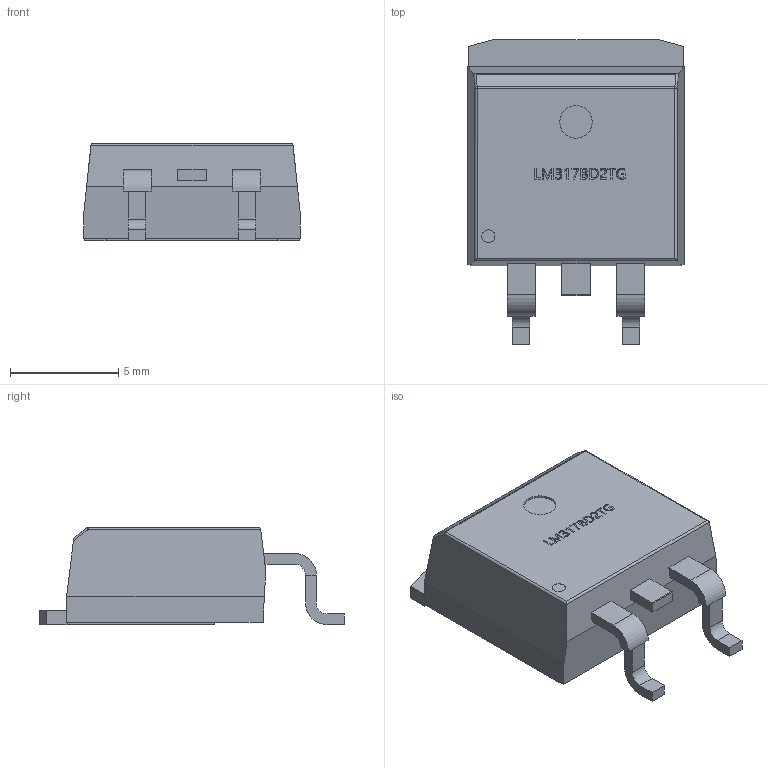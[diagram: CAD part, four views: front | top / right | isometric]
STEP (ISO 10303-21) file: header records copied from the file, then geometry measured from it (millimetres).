
FILE_DESCRIPTION (( 'STEP AP214' ), '1' );
FILE_NAME ('TO-263-2_L10.0-W9.2-P5.08-LS14.2-BL.STEP', '2021-09-16T02:10:37', ( 'PC' ), ( 'Microsoft' ), 'SwSTEP 2.0', 'SolidWorks 2018', '' );
FILE_SCHEMA (( 'AUTOMOTIVE_DESIGN' ));
Length unit declared in the file: millimetre
Products named in the file (2): TO-263-2_L10.0-W9.2-P5.08-LS14.2-BL
Bounding box: 10 x 14.1 x 4.5 mm (x, y, z)
Volume: 404.1 mm3; surface area: 403.6 mm2
Topology: 1 solids, 1 shells, 280 faces, 742 edges, 490 vertices
Faces by surface type: plane 190, bspline 64, cylinder 24, sphere 2
Entity records: 15019 total; most frequent: CARTESIAN_POINT 5362, ORIENTED_EDGE 1484, DIRECTION 1082, EDGE_CURVE 742, LINE 566, VECTOR 566, VERTEX_POINT 490, EDGE_LOOP 306
